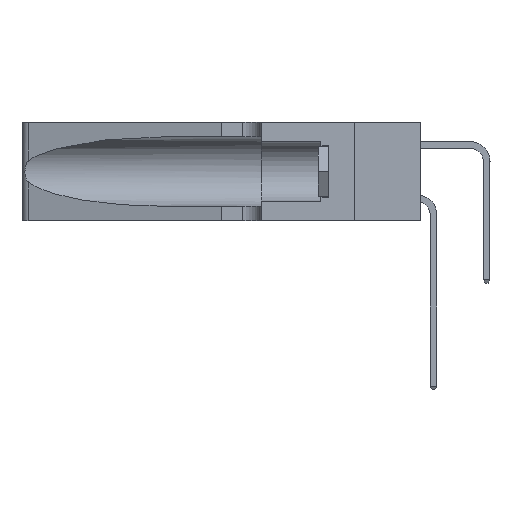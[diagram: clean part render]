
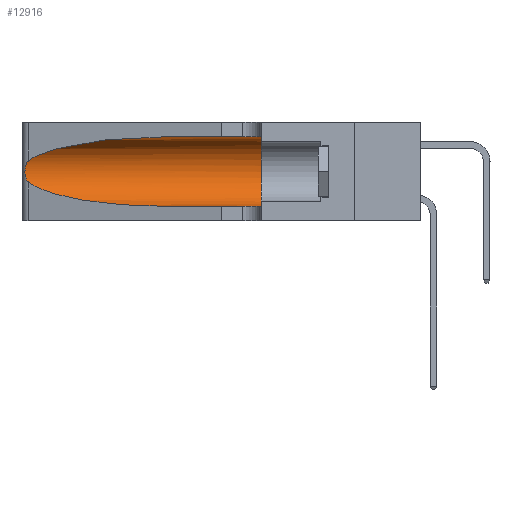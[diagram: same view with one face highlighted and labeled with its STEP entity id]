
A CAD part, left-side view. The second image highlights one B-rep face of the part: STEP entity #12916.
In plain terms, the highlighted cylindrical face has radius 3.308 mm (diameter 6.617 mm), a partial arc.
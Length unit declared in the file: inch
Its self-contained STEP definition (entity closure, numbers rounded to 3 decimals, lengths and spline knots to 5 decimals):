
#99 = CARTESIAN_POINT ( 'NONE',  ( 0.25787, 1.23484, 0.2124 ) ) ;
#970 = ORIENTED_EDGE ( 'NONE', *, *, #14248, .T. ) ;
#1123 = CARTESIAN_POINT ( 'NONE',  ( 0.18966, 0.96281, 0.31525 ) ) ;
#1462 = CARTESIAN_POINT ( 'NONE',  ( 0.25487, 1.22718, 0.14631 ) ) ;
#1889 = VECTOR ( 'NONE', #13013, 39.37008 ) ;
#1984 = CARTESIAN_POINT ( 'NONE',  ( 0.26018, 1.23835, 0.19895 ) ) ;
#1997 = EDGE_CURVE ( 'NONE', #7962, #14451, #6891, .T. ) ;
#2867 = LINE ( 'NONE', #17602, #17027 ) ;
#3469 = VERTEX_POINT ( 'NONE', #8129 ) ;
#3780 = CARTESIAN_POINT ( 'NONE',  ( 0.1305, 1.61858, 0.05475 ) ) ;
#3878 = CARTESIAN_POINT ( 'NONE',  ( 0.26075, 1.23896, 0.178 ) ) ;
#4777 = DIRECTION ( 'NONE',  ( 0., -1., 0. ) ) ;
#4863 = CARTESIAN_POINT ( 'NONE',  ( 0.1305, 1.61858, 0.185 ) ) ;
#4902 = EDGE_LOOP ( 'NONE', ( #17328, #970, #13300, #20376, #13806, #9834 ) ) ;
#5776 = CARTESIAN_POINT ( 'NONE',  ( 0.25856, 1.23593, 0.16098 ) ) ;
#6035 = B_SPLINE_CURVE_WITH_KNOTS ( 'NONE', 3,
 ( #20292, #22107, #11276, #99, #13105, #1984, #14931, #3878, #16754, #5776, #18559, #7642, #20368, #9479 ),
 .UNSPECIFIED., .F., .F.,
 ( 4, 2, 2, 2, 2, 2, 4 ),
 ( 0., 0.00027, 0.00053, 0.00107, 0.0016, 0.00187, 0.00214 ),
 .UNSPECIFIED. ) ;
#6309 = CARTESIAN_POINT ( 'NONE',  ( 0.25487, 1.22718, 0.14631 ) ) ;
#6396 = CARTESIAN_POINT ( 'NONE',  ( 0.1305, 0.72297, 0.05475 ) ) ;
#6783 = CARTESIAN_POINT ( 'NONE',  ( 0.25487, 1.22718, 0.22369 ) ) ;
#6891 = LINE ( 'NONE', #3780, #1889 ) ;
#7642 = CARTESIAN_POINT ( 'NONE',  ( 0.25639, 1.23186, 0.15144 ) ) ;
#7962 = VERTEX_POINT ( 'NONE', #14512 ) ;
#8129 = CARTESIAN_POINT ( 'NONE',  ( 0.1305, 0.72297, 0.31525 ) ) ;
#8435 = EDGE_CURVE ( 'NONE', #3469, #14084, #2867, .T. ) ;
#8476 = EDGE_CURVE ( 'NONE', #3469, #13033, #9311, .T. ) ;
#8571 = DIRECTION ( 'NONE',  ( 0., -1., 0. ) ) ;
#8666 = AXIS2_PLACEMENT_3D ( 'NONE', #20346, #9462, #22165 ) ;
#8869 =( BOUNDED_CURVE ( )  B_SPLINE_CURVE ( 3, ( #6309, #11884, #17380, #6396 ),
 .UNSPECIFIED., .F., .T. ) 
 B_SPLINE_CURVE_WITH_KNOTS ( ( 4, 4 ),
 ( 3.44316, 4.71239 ),
 .UNSPECIFIED. ) 
 CURVE ( )  GEOMETRIC_REPRESENTATION_ITEM ( )  RATIONAL_B_SPLINE_CURVE ( ( 1., 0.87, 0.87, 1. ) ) 
 REPRESENTATION_ITEM ( '' )  );
#9311 =( BOUNDED_CURVE ( )  B_SPLINE_CURVE ( 3, ( #10418, #1123, #17754, #6783 ),
 .UNSPECIFIED., .F., .T. ) 
 B_SPLINE_CURVE_WITH_KNOTS ( ( 4, 4 ),
 ( 1.5708, 2.84003 ),
 .UNSPECIFIED. ) 
 CURVE ( )  GEOMETRIC_REPRESENTATION_ITEM ( )  RATIONAL_B_SPLINE_CURVE ( ( 1., 0.87, 0.87, 1. ) ) 
 REPRESENTATION_ITEM ( '' )  );
#9462 = DIRECTION ( 'NONE',  ( 0., 1., 0. ) ) ;
#9479 = CARTESIAN_POINT ( 'NONE',  ( 0.25487, 1.22718, 0.14631 ) ) ;
#9834 = ORIENTED_EDGE ( 'NONE', *, *, #8435, .F. ) ;
#10418 = CARTESIAN_POINT ( 'NONE',  ( 0.1305, 0.72297, 0.31525 ) ) ;
#10849 = EDGE_CURVE ( 'NONE', #11098, #7962, #8869, .T. ) ;
#10862 = FACE_OUTER_BOUND ( 'NONE', #4902, .T. ) ;
#11098 = VERTEX_POINT ( 'NONE', #1462 ) ;
#11276 = CARTESIAN_POINT ( 'NONE',  ( 0.25639, 1.23184, 0.21858 ) ) ;
#11884 = CARTESIAN_POINT ( 'NONE',  ( 0.2373, 1.15595, 0.08982 ) ) ;
#12549 = CARTESIAN_POINT ( 'NONE',  ( 0.1305, 0.35, 0.31525 ) ) ;
#12916 = ADVANCED_FACE ( 'NONE', ( #10862 ), #18802, .F. ) ;
#13013 = DIRECTION ( 'NONE',  ( 0., -1., 0. ) ) ;
#13033 = VERTEX_POINT ( 'NONE', #16566 ) ;
#13105 = CARTESIAN_POINT ( 'NONE',  ( 0.25854, 1.2359, 0.20912 ) ) ;
#13300 = ORIENTED_EDGE ( 'NONE', *, *, #10849, .T. ) ;
#13806 = ORIENTED_EDGE ( 'NONE', *, *, #16608, .F. ) ;
#14084 = VERTEX_POINT ( 'NONE', #12549 ) ;
#14248 = EDGE_CURVE ( 'NONE', #13033, #11098, #6035, .T. ) ;
#14451 = VERTEX_POINT ( 'NONE', #22661 ) ;
#14512 = CARTESIAN_POINT ( 'NONE',  ( 0.1305, 0.72297, 0.05475 ) ) ;
#14931 = CARTESIAN_POINT ( 'NONE',  ( 0.26075, 1.23896, 0.19203 ) ) ;
#15848 = DIRECTION ( 'NONE',  ( 0., 0., -1. ) ) ;
#16566 = CARTESIAN_POINT ( 'NONE',  ( 0.25487, 1.22718, 0.22369 ) ) ;
#16608 = EDGE_CURVE ( 'NONE', #14084, #14451, #19490, .T. ) ;
#16754 = CARTESIAN_POINT ( 'NONE',  ( 0.26017, 1.23833, 0.17102 ) ) ;
#17027 = VECTOR ( 'NONE', #4777, 39.37008 ) ;
#17328 = ORIENTED_EDGE ( 'NONE', *, *, #8476, .T. ) ;
#17380 = CARTESIAN_POINT ( 'NONE',  ( 0.18966, 0.96281, 0.05475 ) ) ;
#17602 = CARTESIAN_POINT ( 'NONE',  ( 0.1305, 1.61858, 0.31525 ) ) ;
#17754 = CARTESIAN_POINT ( 'NONE',  ( 0.2373, 1.15595, 0.28018 ) ) ;
#18559 = CARTESIAN_POINT ( 'NONE',  ( 0.25789, 1.23486, 0.15765 ) ) ;
#18802 = CYLINDRICAL_SURFACE ( 'NONE', #21412, 0.13025 ) ;
#19490 = CIRCLE ( 'NONE', #8666, 0.13025 ) ;
#20292 = CARTESIAN_POINT ( 'NONE',  ( 0.25487, 1.22718, 0.22369 ) ) ;
#20346 = CARTESIAN_POINT ( 'NONE',  ( 0.1305, 0.35, 0.185 ) ) ;
#20368 = CARTESIAN_POINT ( 'NONE',  ( 0.25555, 1.22993, 0.14849 ) ) ;
#20376 = ORIENTED_EDGE ( 'NONE', *, *, #1997, .T. ) ;
#21412 = AXIS2_PLACEMENT_3D ( 'NONE', #4863, #8571, #15848 ) ;
#22107 = CARTESIAN_POINT ( 'NONE',  ( 0.25555, 1.22994, 0.2215 ) ) ;
#22165 = DIRECTION ( 'NONE',  ( 0., 0., 1. ) ) ;
#22661 = CARTESIAN_POINT ( 'NONE',  ( 0.1305, 0.35, 0.05475 ) ) ;
